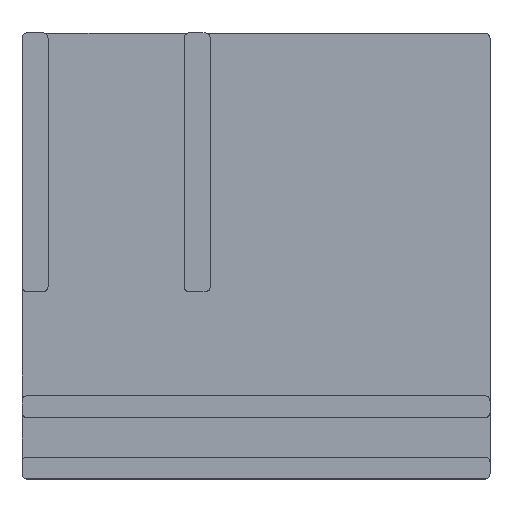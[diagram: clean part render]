
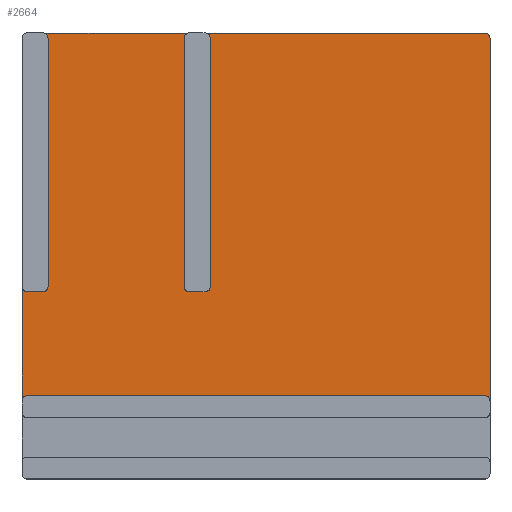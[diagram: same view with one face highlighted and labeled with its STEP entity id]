
A CAD part, top view. The second image highlights one B-rep face of the part: STEP entity #2664.
In plain terms, the highlighted planar face has unit normal (0, 0, 1).
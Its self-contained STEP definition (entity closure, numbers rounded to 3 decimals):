
#211=PLANE('',#2867);
#298=FACE_OUTER_BOUND('',#459,.T.);
#459=EDGE_LOOP('',(#2062,#2063,#2064,#2065,#2066,#2067,#2068,#2069,#2070,
#2071,#2072,#2073,#2074,#2075,#2076,#2077,#2078,#2079,#2080,#2081));
#577=LINE('',#3468,#830);
#583=LINE('',#3488,#836);
#588=LINE('',#3503,#841);
#593=LINE('',#3522,#846);
#608=LINE('',#3564,#861);
#620=LINE('',#3589,#873);
#622=LINE('',#3591,#875);
#630=LINE('',#3628,#883);
#677=LINE('',#3913,#930);
#678=LINE('',#3915,#931);
#830=VECTOR('',#2940,10.);
#836=VECTOR('',#2960,10.);
#841=VECTOR('',#2973,10.);
#846=VECTOR('',#2992,10.);
#861=VECTOR('',#3025,10.);
#873=VECTOR('',#3043,10.);
#875=VECTOR('',#3045,10.);
#883=VECTOR('',#3089,10.);
#930=VECTOR('',#3184,10.);
#931=VECTOR('',#3187,10.);
#1080=CIRCLE('',#2792,1.);
#1084=CIRCLE('',#2799,1.);
#1086=CIRCLE('',#2803,1.);
#1090=CIRCLE('',#2810,1.);
#1091=CIRCLE('',#2813,1.);
#1097=CIRCLE('',#2822,1.);
#1098=CIRCLE('',#2825,1.);
#1099=CIRCLE('',#2827,1.);
#1107=CIRCLE('',#2840,1.);
#1110=CIRCLE('',#2845,1.);
#1125=VERTEX_POINT('',#3458);
#1126=VERTEX_POINT('',#3460);
#1128=VERTEX_POINT('',#3466);
#1134=VERTEX_POINT('',#3482);
#1135=VERTEX_POINT('',#3486);
#1138=VERTEX_POINT('',#3493);
#1139=VERTEX_POINT('',#3495);
#1141=VERTEX_POINT('',#3501);
#1147=VERTEX_POINT('',#3517);
#1148=VERTEX_POINT('',#3521);
#1157=VERTEX_POINT('',#3541);
#1158=VERTEX_POINT('',#3542);
#1166=VERTEX_POINT('',#3563);
#1173=VERTEX_POINT('',#3579);
#1174=VERTEX_POINT('',#3581);
#1175=VERTEX_POINT('',#3586);
#1176=VERTEX_POINT('',#3588);
#1177=VERTEX_POINT('',#3595);
#1186=VERTEX_POINT('',#3623);
#1187=VERTEX_POINT('',#3627);
#1395=EDGE_CURVE('',#1125,#1126,#1080,.F.);
#1399=EDGE_CURVE('',#1125,#1128,#577,.T.);
#1407=EDGE_CURVE('',#1134,#1128,#1084,.F.);
#1409=EDGE_CURVE('',#1134,#1135,#583,.T.);
#1412=EDGE_CURVE('',#1138,#1139,#1086,.F.);
#1416=EDGE_CURVE('',#1138,#1141,#588,.T.);
#1424=EDGE_CURVE('',#1147,#1141,#1090,.F.);
#1425=EDGE_CURVE('',#1148,#1147,#593,.T.);
#1435=EDGE_CURVE('',#1157,#1158,#1091,.T.);
#1446=EDGE_CURVE('',#1158,#1166,#608,.T.);
#1455=EDGE_CURVE('',#1173,#1174,#1097,.F.);
#1459=EDGE_CURVE('',#1175,#1176,#620,.T.);
#1461=EDGE_CURVE('',#1174,#1157,#622,.T.);
#1462=EDGE_CURVE('',#1176,#1135,#1098,.F.);
#1464=EDGE_CURVE('',#1177,#1175,#1099,.F.);
#1477=EDGE_CURVE('',#1166,#1186,#1107,.F.);
#1479=EDGE_CURVE('',#1187,#1186,#630,.T.);
#1483=EDGE_CURVE('',#1187,#1148,#1110,.F.);
#1581=EDGE_CURVE('',#1173,#1126,#677,.T.);
#1582=EDGE_CURVE('',#1177,#1139,#678,.T.);
#2062=ORIENTED_EDGE('',*,*,#1435,.F.);
#2063=ORIENTED_EDGE('',*,*,#1461,.F.);
#2064=ORIENTED_EDGE('',*,*,#1455,.F.);
#2065=ORIENTED_EDGE('',*,*,#1581,.T.);
#2066=ORIENTED_EDGE('',*,*,#1395,.F.);
#2067=ORIENTED_EDGE('',*,*,#1399,.T.);
#2068=ORIENTED_EDGE('',*,*,#1407,.F.);
#2069=ORIENTED_EDGE('',*,*,#1409,.T.);
#2070=ORIENTED_EDGE('',*,*,#1462,.F.);
#2071=ORIENTED_EDGE('',*,*,#1459,.F.);
#2072=ORIENTED_EDGE('',*,*,#1464,.F.);
#2073=ORIENTED_EDGE('',*,*,#1582,.T.);
#2074=ORIENTED_EDGE('',*,*,#1412,.F.);
#2075=ORIENTED_EDGE('',*,*,#1416,.T.);
#2076=ORIENTED_EDGE('',*,*,#1424,.F.);
#2077=ORIENTED_EDGE('',*,*,#1425,.F.);
#2078=ORIENTED_EDGE('',*,*,#1483,.F.);
#2079=ORIENTED_EDGE('',*,*,#1479,.T.);
#2080=ORIENTED_EDGE('',*,*,#1477,.F.);
#2081=ORIENTED_EDGE('',*,*,#1446,.F.);
#2664=ADVANCED_FACE('',(#298),#211,.T.);
#2792=AXIS2_PLACEMENT_3D('',#3461,#2933,#2934);
#2799=AXIS2_PLACEMENT_3D('',#3484,#2955,#2956);
#2803=AXIS2_PLACEMENT_3D('',#3496,#2966,#2967);
#2810=AXIS2_PLACEMENT_3D('',#3519,#2988,#2989);
#2813=AXIS2_PLACEMENT_3D('',#3543,#3004,#3005);
#2822=AXIS2_PLACEMENT_3D('',#3582,#3036,#3037);
#2825=AXIS2_PLACEMENT_3D('',#3593,#3048,#3049);
#2827=AXIS2_PLACEMENT_3D('',#3597,#3053,#3054);
#2840=AXIS2_PLACEMENT_3D('',#3624,#3084,#3085);
#2845=AXIS2_PLACEMENT_3D('',#3635,#3097,#3098);
#2867=AXIS2_PLACEMENT_3D('',#3916,#3188,#3189);
#2933=DIRECTION('center_axis',(0.,0.,-1.));
#2934=DIRECTION('ref_axis',(0.707,-0.707,0.));
#2940=DIRECTION('',(-1.,0.,0.));
#2955=DIRECTION('center_axis',(0.,0.,-1.));
#2956=DIRECTION('ref_axis',(-0.707,-0.707,0.));
#2960=DIRECTION('',(0.,1.,0.));
#2966=DIRECTION('center_axis',(0.,0.,-1.));
#2967=DIRECTION('ref_axis',(0.707,-0.707,0.));
#2973=DIRECTION('',(-1.,0.,0.));
#2988=DIRECTION('center_axis',(0.,0.,-1.));
#2989=DIRECTION('ref_axis',(-0.707,-0.707,0.));
#2992=DIRECTION('',(0.,1.,0.));
#3004=DIRECTION('center_axis',(0.,0.,-1.));
#3005=DIRECTION('ref_axis',(0.707,0.707,0.));
#3025=DIRECTION('',(0.,-1.,0.));
#3036=DIRECTION('center_axis',(0.,0.,-1.));
#3037=DIRECTION('ref_axis',(0.707,0.707,0.));
#3043=DIRECTION('',(1.,0.,0.));
#3045=DIRECTION('',(1.,0.,0.));
#3048=DIRECTION('center_axis',(0.,0.,-1.));
#3049=DIRECTION('ref_axis',(-0.707,0.707,0.));
#3053=DIRECTION('center_axis',(0.,0.,-1.));
#3054=DIRECTION('ref_axis',(0.707,0.707,0.));
#3084=DIRECTION('center_axis',(0.,0.,-1.));
#3085=DIRECTION('ref_axis',(0.707,0.707,0.));
#3089=DIRECTION('',(1.,0.,0.));
#3097=DIRECTION('center_axis',(0.,0.,-1.));
#3098=DIRECTION('ref_axis',(-0.707,0.707,0.));
#3184=DIRECTION('',(0.,-1.,0.));
#3187=DIRECTION('',(0.,-1.,0.));
#3188=DIRECTION('center_axis',(0.,0.,1.));
#3189=DIRECTION('ref_axis',(0.,-1.,0.));
#3458=CARTESIAN_POINT('',(-9.8,0.25,-15.8));
#3460=CARTESIAN_POINT('',(-8.8,1.25,-15.8));
#3461=CARTESIAN_POINT('Origin',(-9.8,1.25,-15.8));
#3466=CARTESIAN_POINT('',(-12.8,0.25,-15.8));
#3468=CARTESIAN_POINT('',(0.,0.25,-15.8));
#3482=CARTESIAN_POINT('',(-13.8,1.25,-15.8));
#3484=CARTESIAN_POINT('Origin',(-12.8,1.25,-15.8));
#3486=CARTESIAN_POINT('',(-13.8,49.,-15.8));
#3488=CARTESIAN_POINT('',(-13.8,50.,-15.8));
#3493=CARTESIAN_POINT('',(-41.,0.25,-15.8));
#3495=CARTESIAN_POINT('',(-40.,1.25,-15.8));
#3496=CARTESIAN_POINT('Origin',(-41.,1.25,-15.8));
#3501=CARTESIAN_POINT('',(-44.,0.25,-15.8));
#3503=CARTESIAN_POINT('',(0.,0.25,-15.8));
#3517=CARTESIAN_POINT('',(-45.,1.25,-15.8));
#3519=CARTESIAN_POINT('Origin',(-44.,1.25,-15.8));
#3521=CARTESIAN_POINT('',(-45.,-20.75,-15.8));
#3522=CARTESIAN_POINT('',(-45.,-6.312,-15.8));
#3541=CARTESIAN_POINT('',(44.,50.,-15.8));
#3542=CARTESIAN_POINT('',(45.,49.,-15.8));
#3543=CARTESIAN_POINT('Origin',(44.,49.,-15.8));
#3563=CARTESIAN_POINT('',(45.,-20.75,-15.8));
#3564=CARTESIAN_POINT('',(45.,8.6,-15.8));
#3579=CARTESIAN_POINT('',(-8.8,49.,-15.8));
#3581=CARTESIAN_POINT('',(-9.8,50.,-15.8));
#3582=CARTESIAN_POINT('Origin',(-9.8,49.,-15.8));
#3586=CARTESIAN_POINT('',(-41.,50.,-15.8));
#3588=CARTESIAN_POINT('',(-12.8,50.,-15.8));
#3589=CARTESIAN_POINT('',(0.,50.,-15.8));
#3591=CARTESIAN_POINT('',(0.,50.,-15.8));
#3593=CARTESIAN_POINT('Origin',(-12.8,49.,-15.8));
#3595=CARTESIAN_POINT('',(-40.,49.,-15.8));
#3597=CARTESIAN_POINT('Origin',(-41.,49.,-15.8));
#3623=CARTESIAN_POINT('',(44.,-19.75,-15.8));
#3624=CARTESIAN_POINT('Origin',(44.,-20.75,-15.8));
#3627=CARTESIAN_POINT('',(-44.,-19.75,-15.8));
#3628=CARTESIAN_POINT('',(0.,-19.75,-15.8));
#3635=CARTESIAN_POINT('Origin',(-44.,-20.75,-15.8));
#3913=CARTESIAN_POINT('',(-8.8,15.125,-15.8));
#3915=CARTESIAN_POINT('',(-40.,15.125,-15.8));
#3916=CARTESIAN_POINT('Origin',(0.,50.,-15.8));
